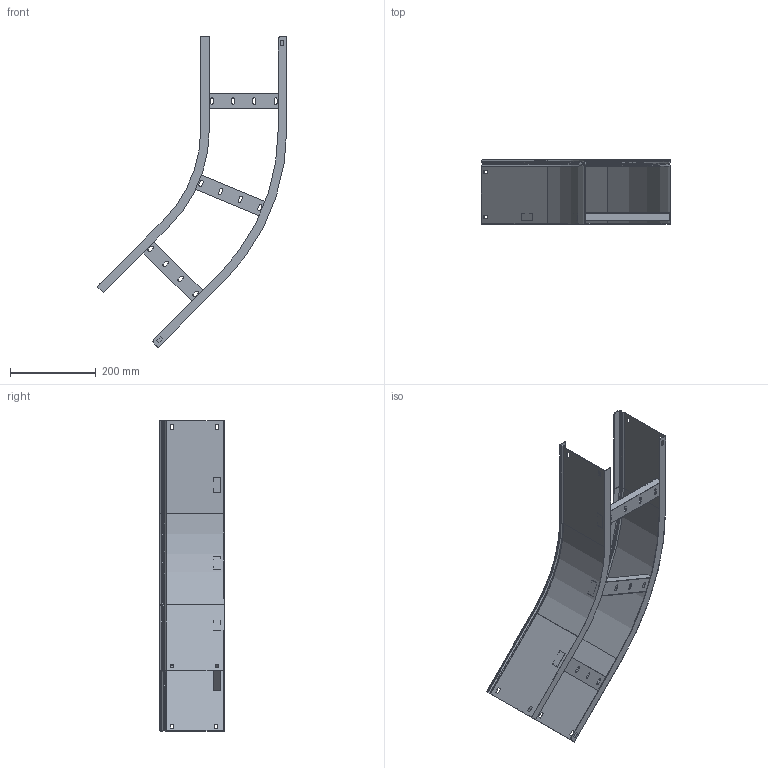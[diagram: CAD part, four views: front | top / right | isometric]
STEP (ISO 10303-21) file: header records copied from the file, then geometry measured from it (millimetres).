
FILE_DESCRIPTION (( 'STEP AP214' ), '1' );
FILE_NAME ('CKR04D-4--15.STEP', '2021-03-08T15:32:42', ( '' ), ( '' ), 'SwSTEP 2.0', 'SolidWorks 2017', '' );
FILE_SCHEMA (( 'AUTOMOTIVE_DESIGN' ));
Length unit declared in the file: millimetre
Products named in the file (4): ÊÈÂÀ 095.00.02 Ïëàíêà ïîïåðå÷íàÿ_-01; 嗜吕 195.07.02 祟礞屦铐 铗忮蝽_-20 150x200; CKR04D-4--15; 岓臍 195.07.01 呧翲歑鍙 摳賧禖嶱-03
Assembly tree (5 placements, depth 2):
  CKR04D-4--15
    岓臍 195.07.01 呧翲歑鍙 摳賧禖嶱-03
    ÊÈÂÀ 095.00.02 Ïëàíêà ïîïåðå÷íàÿ_-01  x3
    嗜吕 195.07.02 祟礞屦铐 铗忮蝽_-20 150x200
Bounding box: 441.91 x 150 x 724 mm (x, y, z)
Volume: 399964.2 mm3; surface area: 674138.3 mm2
Topology: 5 solids, 5 shells, 344 faces, 886 edges, 552 vertices
Faces by surface type: plane 254, cylinder 68, torus 14, cone 8
Entity records: 7486 total; most frequent: DIRECTION 1264, CARTESIAN_POINT 1258, ORIENTED_EDGE 1244, EDGE_CURVE 622, LINE 500, VECTOR 500, AXIS2_PLACEMENT_3D 382, VERTEX_POINT 376
